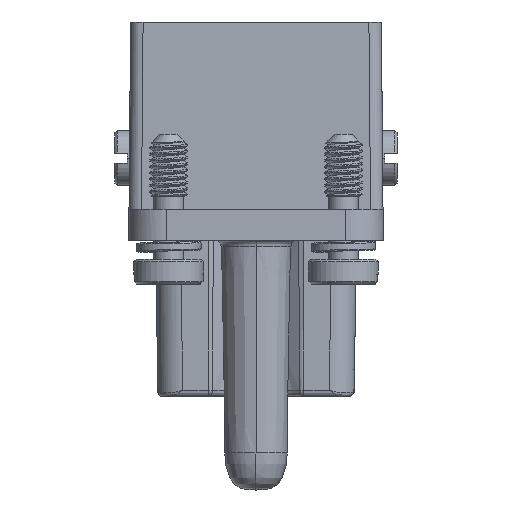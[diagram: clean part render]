
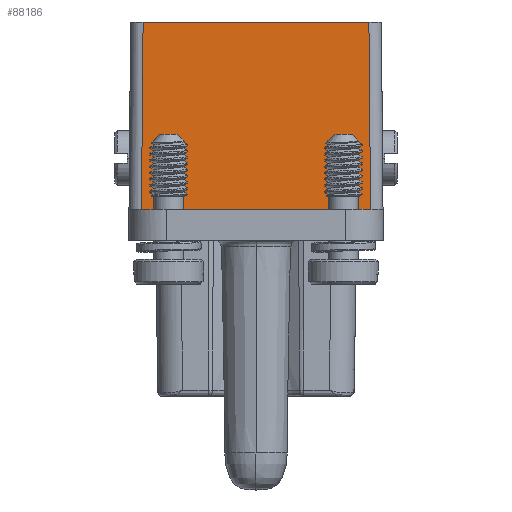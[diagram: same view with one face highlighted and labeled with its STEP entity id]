
A CAD part, left-side view. The second image highlights one B-rep face of the part: STEP entity #88186.
In plain terms, the highlighted planar face has unit normal (-1, 0, 0.009).
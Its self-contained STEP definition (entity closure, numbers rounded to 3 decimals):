
#5081=CARTESIAN_POINT('',(-44.847,-9.047,30.));
#5639=DIRECTION('',(0.009,-0.009,1.));
#5640=VECTOR('',#5639,15.001);
#5641=CARTESIAN_POINT('',(-44.978,9.178,15.));
#5642=LINE('',#5641,#5640);
#5643=DIRECTION('',(0.,-1.,0.));
#5644=VECTOR('',#5643,18.095);
#5645=CARTESIAN_POINT('',(-44.847,9.047,30.));
#5646=LINE('',#5645,#5644);
#5647=DIRECTION('',(-0.009,-0.009,-1.));
#5648=VECTOR('',#5647,15.001);
#5649=CARTESIAN_POINT('',(-44.847,-9.047,30.));
#5650=LINE('',#5649,#5648);
#6605=CARTESIAN_POINT('',(-44.978,9.178,15.));
#6607=DIRECTION('',(0.,-1.,0.));
#6608=VECTOR('',#6607,18.356);
#6609=CARTESIAN_POINT('',(-44.978,9.178,15.));
#6610=LINE('',#6609,#6608);
#68270=VERTEX_POINT('',#6605);
#68271=CARTESIAN_POINT('',(-44.978,-9.178,15.));
#68272=VERTEX_POINT('',#68271);
#68446=VERTEX_POINT('',#5081);
#68447=CARTESIAN_POINT('',(-44.847,9.047,30.));
#68448=VERTEX_POINT('',#68447);
#88173=CARTESIAN_POINT('',(-44.914,0.,22.401));
#88174=DIRECTION('',(1.,0.,-0.009));
#88175=DIRECTION('',(0.,-1.,0.));
#88176=AXIS2_PLACEMENT_3D('',#88173,#88174,#88175);
#88177=PLANE('',#88176);
#88178=ORIENTED_EDGE('',*,*,#88165,.T.);
#88179=ORIENTED_EDGE('',*,*,#87845,.T.);
#88181=ORIENTED_EDGE('',*,*,#88180,.T.);
#88183=ORIENTED_EDGE('',*,*,#88182,.F.);
#88184=EDGE_LOOP('',(#88178,#88179,#88181,#88183));
#88185=FACE_OUTER_BOUND('',#88184,.F.);
#88186=ADVANCED_FACE('',(#88185),#88177,.F.);
#87845=EDGE_CURVE('',#68448,#68446,#5646,.T.);
#88165=EDGE_CURVE('',#68270,#68448,#5642,.T.);
#88180=EDGE_CURVE('',#68446,#68272,#5650,.T.);
#88182=EDGE_CURVE('',#68270,#68272,#6610,.T.);
